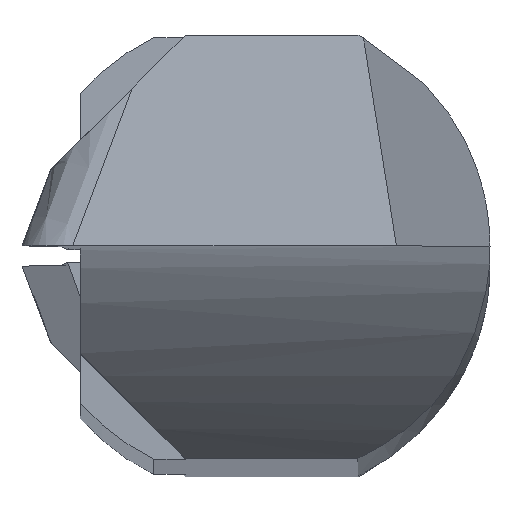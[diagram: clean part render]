
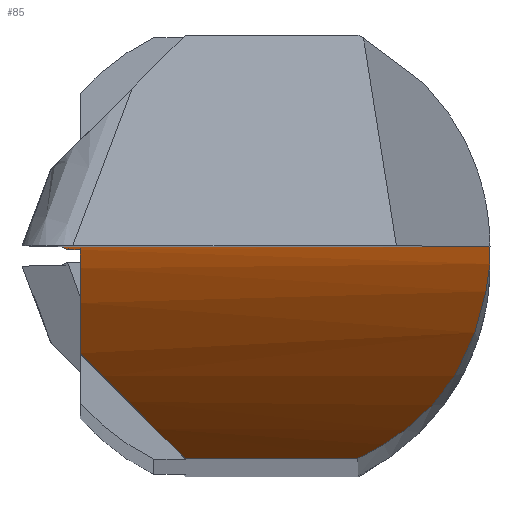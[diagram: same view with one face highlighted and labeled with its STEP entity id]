
A CAD part, top view. The second image highlights one B-rep face of the part: STEP entity #85.
In plain terms, the highlighted cylindrical face has radius 5 mm (diameter 10 mm), a partial arc.
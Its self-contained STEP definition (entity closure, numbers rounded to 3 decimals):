
#48=ELLIPSE('',#863,7.071,5.);
#55=CYLINDRICAL_SURFACE('',#864,5.);
#85=ADVANCED_FACE('',(#148),#55,.F.);
#148=FACE_OUTER_BOUND('',#184,.T.);
#184=EDGE_LOOP('',(#368,#369,#370,#371,#372,#373,#374));
#196=CIRCLE('',#844,5.);
#368=ORIENTED_EDGE('',*,*,#536,.F.);
#369=ORIENTED_EDGE('',*,*,#559,.F.);
#370=ORIENTED_EDGE('',*,*,#560,.T.);
#371=ORIENTED_EDGE('',*,*,#520,.F.);
#372=ORIENTED_EDGE('',*,*,#561,.F.);
#373=ORIENTED_EDGE('',*,*,#558,.T.);
#374=ORIENTED_EDGE('',*,*,#539,.F.);
#439=VERTEX_POINT('',#1264);
#440=VERTEX_POINT('',#1266);
#452=VERTEX_POINT('',#1340);
#453=VERTEX_POINT('',#1342);
#454=VERTEX_POINT('',#1352);
#464=VERTEX_POINT('',#1391);
#465=VERTEX_POINT('',#1398);
#520=EDGE_CURVE('',#439,#440,#196,.T.);
#536=EDGE_CURVE('',#452,#453,#675,.T.);
#539=EDGE_CURVE('',#453,#454,#581,.T.);
#558=EDGE_CURVE('',#464,#454,#690,.T.);
#559=EDGE_CURVE('',#465,#452,#583,.T.);
#560=EDGE_CURVE('',#465,#440,#691,.T.);
#561=EDGE_CURVE('',#464,#439,#48,.T.);
#581=B_SPLINE_CURVE_WITH_KNOTS('',3,(#1346,#1347,#1348,#1349,#1350,#1351),
 .UNSPECIFIED.,.F.,.F.,(4,2,4),(0.,0.5,1.),.UNSPECIFIED.);
#583=B_SPLINE_CURVE_WITH_KNOTS('',3,(#1394,#1395,#1396,#1397),
 .UNSPECIFIED.,.F.,.F.,(4,4),(0.,1.),.UNSPECIFIED.);
#675=LINE('',#1341,#753);
#690=LINE('',#1392,#768);
#691=LINE('',#1399,#769);
#753=VECTOR('',#996,1.);
#768=VECTOR('',#1039,1.);
#769=VECTOR('',#1042,1.);
#844=AXIS2_PLACEMENT_3D('',#1265,#976,#977);
#863=AXIS2_PLACEMENT_3D('',#1400,#1043,#1044);
#864=AXIS2_PLACEMENT_3D('',#1401,#1045,#1046);
#976=DIRECTION('',(1.,0.,0.));
#977=DIRECTION('',(0.,0.91,-0.416));
#996=DIRECTION('',(1.,0.,0.));
#1039=DIRECTION('',(1.,0.,0.));
#1042=DIRECTION('',(1.,0.,0.));
#1043=DIRECTION('',(0.707,0.707,0.));
#1044=DIRECTION('',(0.707,-0.707,0.));
#1045=DIRECTION('',(1.,0.,0.));
#1046=DIRECTION('',(0.,1.,0.));
#1264=CARTESIAN_POINT('',(-0.75,-0.452,20.784));
#1265=CARTESIAN_POINT('',(-0.75,-5.,22.862));
#1266=CARTESIAN_POINT('',(-0.75,-0.013,22.5));
#1340=CARTESIAN_POINT('',(-0.831,0.,22.862));
#1341=CARTESIAN_POINT('',(-0.831,0.,22.862));
#1342=CARTESIAN_POINT('',(1.,0.,22.862));
#1346=CARTESIAN_POINT('',(1.,0.,22.862));
#1347=CARTESIAN_POINT('',(1.,0.,22.329));
#1348=CARTESIAN_POINT('',(1.011,-0.083,21.81));
#1349=CARTESIAN_POINT('',(0.927,-0.413,20.803));
#1350=CARTESIAN_POINT('',(0.848,-0.701,20.286));
#1351=CARTESIAN_POINT('',(0.436,-0.9,20.));
#1352=CARTESIAN_POINT('',(0.436,-0.9,20.));
#1391=CARTESIAN_POINT('',(-0.302,-0.9,20.));
#1392=CARTESIAN_POINT('',(-0.302,-0.9,20.));
#1394=CARTESIAN_POINT('',(-0.804,-0.013,22.5));
#1395=CARTESIAN_POINT('',(-0.812,-0.004,22.621));
#1396=CARTESIAN_POINT('',(-0.821,0.,22.741));
#1397=CARTESIAN_POINT('',(-0.831,0.,22.862));
#1398=CARTESIAN_POINT('',(-0.804,-0.013,22.5));
#1399=CARTESIAN_POINT('',(-0.804,-0.013,22.5));
#1400=CARTESIAN_POINT('',(3.798,-5.,22.862));
#1401=CARTESIAN_POINT('',(-1.216,-5.,22.862));
